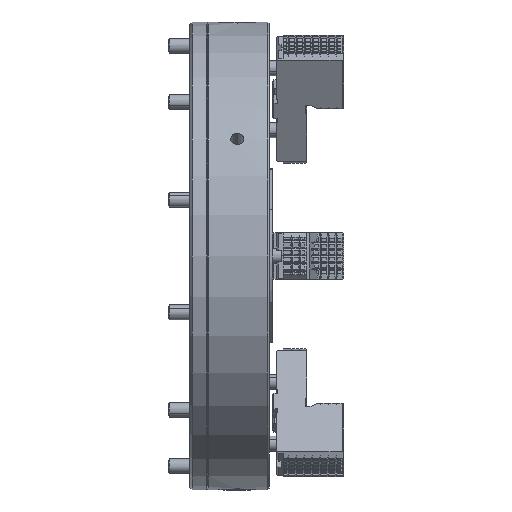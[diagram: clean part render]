
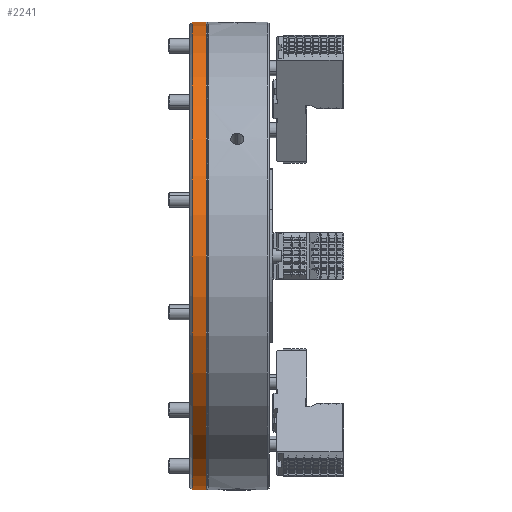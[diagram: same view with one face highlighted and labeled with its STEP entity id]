
A CAD part, front view. The second image highlights one B-rep face of the part: STEP entity #2241.
In plain terms, the highlighted cylindrical face has radius 250 mm (diameter 500 mm), a partial arc.
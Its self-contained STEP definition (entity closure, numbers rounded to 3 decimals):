
#497 = CYLINDRICAL_SURFACE ( 'NONE', #53586, 250. ) ;
#1427 = EDGE_LOOP ( 'NONE', ( #25667, #56096, #41722, #21701 ) ) ;
#2222 = CARTESIAN_POINT ( 'NONE',  ( -179.356, 0., 0. ) ) ;
#2241 = ADVANCED_FACE ( 'NONE', ( #6295 ), #497, .T. ) ;
#4626 = DIRECTION ( 'NONE',  ( -1., 0., 0. ) ) ;
#6295 = FACE_OUTER_BOUND ( 'NONE', #1427, .T. ) ;
#8446 = CARTESIAN_POINT ( 'NONE',  ( -179.356, 0., -250. ) ) ;
#8612 = AXIS2_PLACEMENT_3D ( 'NONE', #39650, #35235, #39847 ) ;
#10633 = DIRECTION ( 'NONE',  ( -1., 0., 0. ) ) ;
#11804 = CARTESIAN_POINT ( 'NONE',  ( 18., 0., -250. ) ) ;
#15055 = VECTOR ( 'NONE', #51788, 1000. ) ;
#16220 = DIRECTION ( 'NONE',  ( 0., 0., 1. ) ) ;
#17456 = VECTOR ( 'NONE', #10633, 1000. ) ;
#21173 = CARTESIAN_POINT ( 'NONE',  ( 18., 0., 0. ) ) ;
#21701 = ORIENTED_EDGE ( 'NONE', *, *, #32650, .T. ) ;
#22478 = VERTEX_POINT ( 'NONE', #27113 ) ;
#24635 = CARTESIAN_POINT ( 'NONE',  ( -179.356, 0., 250. ) ) ;
#25667 = ORIENTED_EDGE ( 'NONE', *, *, #59269, .F. ) ;
#27036 = EDGE_CURVE ( 'NONE', #56631, #33760, #50633, .T. ) ;
#27113 = CARTESIAN_POINT ( 'NONE',  ( 3., 0., -250. ) ) ;
#28911 = VERTEX_POINT ( 'NONE', #49044 ) ;
#32041 = AXIS2_PLACEMENT_3D ( 'NONE', #21173, #4626, #51019 ) ;
#32650 = EDGE_CURVE ( 'NONE', #28911, #22478, #44834, .T. ) ;
#33760 = VERTEX_POINT ( 'NONE', #44342 ) ;
#35235 = DIRECTION ( 'NONE',  ( 1., 0., 0. ) ) ;
#39650 = CARTESIAN_POINT ( 'NONE',  ( 3., 0., 0. ) ) ;
#39847 = DIRECTION ( 'NONE',  ( 0., 0., -1. ) ) ;
#41315 = LINE ( 'NONE', #24635, #17456 ) ;
#41722 = ORIENTED_EDGE ( 'NONE', *, *, #53686, .T. ) ;
#44111 = DIRECTION ( 'NONE',  ( -1., 0., 0. ) ) ;
#44342 = CARTESIAN_POINT ( 'NONE',  ( 18., 0., 250. ) ) ;
#44834 = CIRCLE ( 'NONE', #8612, 250. ) ;
#49044 = CARTESIAN_POINT ( 'NONE',  ( 3., 0., 250. ) ) ;
#50633 = CIRCLE ( 'NONE', #32041, 250. ) ;
#51019 = DIRECTION ( 'NONE',  ( 0., 0., 1. ) ) ;
#51788 = DIRECTION ( 'NONE',  ( -1., 0., 0. ) ) ;
#53586 = AXIS2_PLACEMENT_3D ( 'NONE', #2222, #44111, #16220 ) ;
#53686 = EDGE_CURVE ( 'NONE', #33760, #28911, #41315, .T. ) ;
#56096 = ORIENTED_EDGE ( 'NONE', *, *, #27036, .T. ) ;
#56631 = VERTEX_POINT ( 'NONE', #11804 ) ;
#59269 = EDGE_CURVE ( 'NONE', #56631, #22478, #60034, .T. ) ;
#60034 = LINE ( 'NONE', #8446, #15055 ) ;
